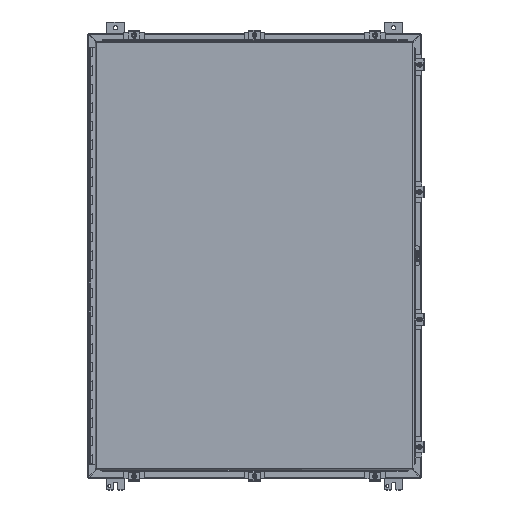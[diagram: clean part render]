
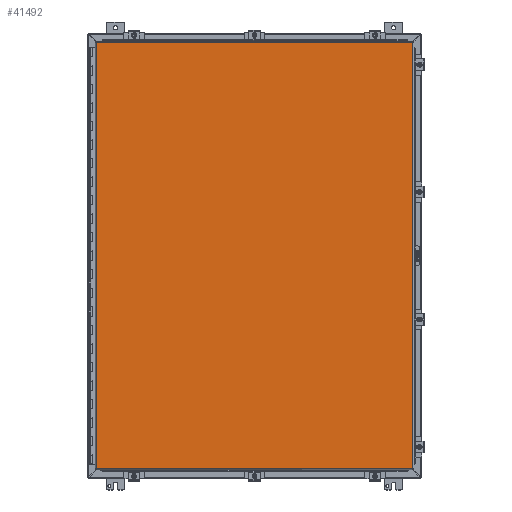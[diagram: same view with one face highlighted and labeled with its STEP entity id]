
A CAD part, top view. The second image highlights one B-rep face of the part: STEP entity #41492.
In plain terms, the highlighted face is planar.
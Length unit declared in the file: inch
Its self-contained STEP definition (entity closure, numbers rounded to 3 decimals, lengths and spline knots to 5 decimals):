
#751 = ORIENTED_EDGE ( 'NONE', *, *, #33597, .T. ) ;
#2114 = CARTESIAN_POINT ( 'NONE',  ( -17.08225, 22.9885, 0. ) ) ;
#4300 = DIRECTION ( 'NONE',  ( 0., 0., 1. ) ) ;
#5595 = CARTESIAN_POINT ( 'NONE',  ( 17.08225, 22.9885, 0. ) ) ;
#6528 = CARTESIAN_POINT ( 'NONE',  ( -17.08225, 22.9885, 0. ) ) ;
#6772 = VECTOR ( 'NONE', #6924, 39.37008 ) ;
#6924 = DIRECTION ( 'NONE',  ( -1., 0., 0. ) ) ;
#6938 = ORIENTED_EDGE ( 'NONE', *, *, #31012, .T. ) ;
#7409 = VECTOR ( 'NONE', #7501, 39.37008 ) ;
#7501 = DIRECTION ( 'NONE',  ( 1., 0., 0. ) ) ;
#7791 = CARTESIAN_POINT ( 'NONE',  ( 17.08225, -22.9885, 0. ) ) ;
#8971 = LINE ( 'NONE', #34164, #16998 ) ;
#9318 = ORIENTED_EDGE ( 'NONE', *, *, #34414, .T. ) ;
#9820 = ORIENTED_EDGE ( 'NONE', *, *, #28748, .T. ) ;
#15346 = CARTESIAN_POINT ( 'NONE',  ( -17.08225, -22.9885, 0. ) ) ;
#16503 = VERTEX_POINT ( 'NONE', #30562 ) ;
#16998 = VECTOR ( 'NONE', #33893, 39.37008 ) ;
#17208 = VERTEX_POINT ( 'NONE', #2114 ) ;
#18539 = LINE ( 'NONE', #7791, #6772 ) ;
#26107 = CARTESIAN_POINT ( 'NONE',  ( -17.08225, -22.9885, 0. ) ) ;
#27903 = CARTESIAN_POINT ( 'NONE',  ( 0., 0., 0. ) ) ;
#28642 = DIRECTION ( 'NONE',  ( 0., 1., 0. ) ) ;
#28748 = EDGE_CURVE ( 'NONE', #16503, #42500, #18539, .T. ) ;
#30478 = AXIS2_PLACEMENT_3D ( 'NONE', #27903, #4300, #31771 ) ;
#30562 = CARTESIAN_POINT ( 'NONE',  ( 17.08225, -22.9885, 0. ) ) ;
#31012 = EDGE_CURVE ( 'NONE', #17208, #40975, #32546, .T. ) ;
#31771 = DIRECTION ( 'NONE',  ( 1., 0., 0. ) ) ;
#32546 = LINE ( 'NONE', #6528, #7409 ) ;
#33597 = EDGE_CURVE ( 'NONE', #42500, #17208, #41137, .T. ) ;
#33893 = DIRECTION ( 'NONE',  ( 0., -1., 0. ) ) ;
#34164 = CARTESIAN_POINT ( 'NONE',  ( 17.08225, 22.9885, 0. ) ) ;
#34414 = EDGE_CURVE ( 'NONE', #40975, #16503, #8971, .T. ) ;
#35477 = PLANE ( 'NONE',  #30478 ) ;
#40975 = VERTEX_POINT ( 'NONE', #5595 ) ;
#41137 = LINE ( 'NONE', #15346, #50341 ) ;
#41492 = ADVANCED_FACE ( 'NONE', ( #42010 ), #35477, .F. ) ;
#42010 = FACE_OUTER_BOUND ( 'NONE', #50878, .T. ) ;
#42500 = VERTEX_POINT ( 'NONE', #26107 ) ;
#50341 = VECTOR ( 'NONE', #28642, 39.37008 ) ;
#50878 = EDGE_LOOP ( 'NONE', ( #751, #6938, #9318, #9820 ) ) ;
